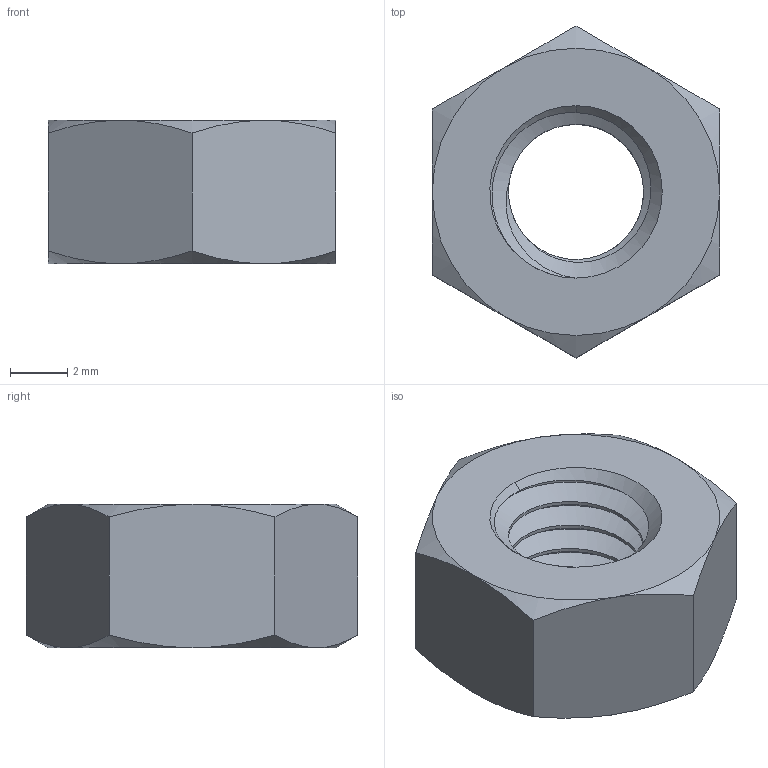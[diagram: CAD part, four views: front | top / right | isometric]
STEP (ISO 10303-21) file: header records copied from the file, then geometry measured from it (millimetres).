
FILE_DESCRIPTION(/* description */ (''),/* implementation_level */ '2;1');
FILE_NAME(/* name */ 'M6H-0 v1.step',/* time_stamp */ '2020-09-21T11:48:56-04:00',/* author */ (''),/* organization */ (''),/* preprocessor_version */ 'ST-DEVELOPER v18.1',/* originating_system */ 'Autodesk Translation Framework v9.3.0.1241',/* authorisation */ '');
FILE_SCHEMA (('AUTOMOTIVE_DESIGN { 1 0 10303 214 3 1 1 }'));
Length unit declared in the file: millimetre
Products named in the file (2): M6H-0; 90592A016_STEEL HEX NUT
Assembly tree (1 placements, depth 2):
  M6H-0
    90592A016_STEEL HEX NUT
Bounding box: 10 x 11.55 x 5 mm (x, y, z)
Volume: 315 mm3; surface area: 426.7 mm2
Topology: 1 solids, 1 shells, 37 faces, 89 edges, 54 vertices
Faces by surface type: cone 16, cylinder 11, plane 8, bspline 2
Full cylindrical faces by diameter (mm): 4.701 x3, 6 x4
Entity records: 1997 total; most frequent: CARTESIAN_POINT 1210, ORIENTED_EDGE 178, DIRECTION 131, EDGE_CURVE 89, AXIS2_PLACEMENT_3D 57, VERTEX_POINT 54, EDGE_LOOP 39, FACE_OUTER_BOUND 37
